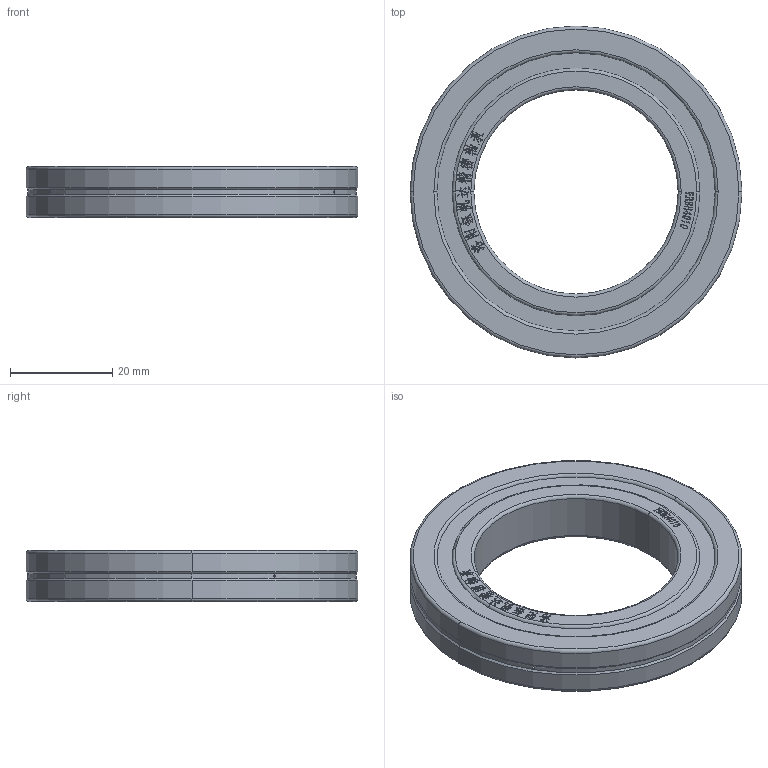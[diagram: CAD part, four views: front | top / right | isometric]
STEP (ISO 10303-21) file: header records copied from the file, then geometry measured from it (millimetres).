
FILE_DESCRIPTION (( 'STEP AP203' ), '1' );
FILE_NAME ('ERBH4010.STEP', '2021-12-27T03:10:21', ( 'ｺ耙ﾇｵ酘ﾔ' ), ( 'ｺ耙ﾇｵ酘ﾔ' ), 'SwSTEP 2.0', 'SolidWorks 2020', '' );
FILE_SCHEMA (( 'CONFIG_CONTROL_DESIGN' ));
Length unit declared in the file: millimetre
Products named in the file (1): ERBH4010
Bounding box: 65 x 65 x 10 mm (x, y, z)
Volume: 19946 mm3; surface area: 7595.4 mm2
Topology: 1 solids, 1 shells, 1218 faces, 3464 edges, 2304 vertices
Faces by surface type: plane 826, bspline 358, torus 16, cylinder 14, cone 4
Entity records: 52949 total; most frequent: CARTESIAN_POINT 23591, ORIENTED_EDGE 6928, DIRECTION 4526, EDGE_CURVE 3464, VECTOR 2680, LINE 2680, VERTEX_POINT 2304, EDGE_LOOP 1276
